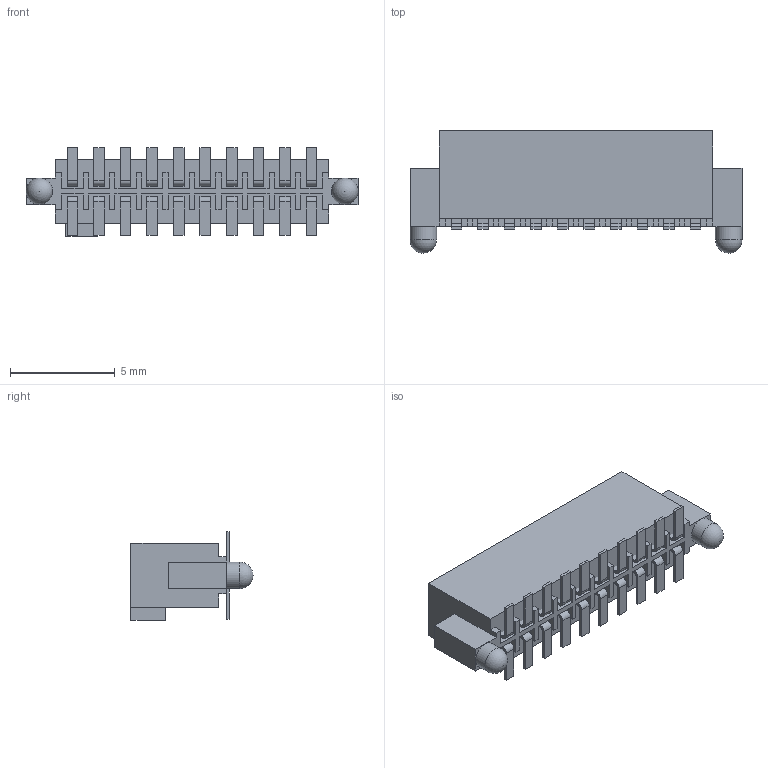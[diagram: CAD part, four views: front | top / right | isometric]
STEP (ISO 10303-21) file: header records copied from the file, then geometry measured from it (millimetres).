
FILE_DESCRIPTION(/* description */ ('STEP AP214'),/* implementation_level */ '2;1');
FILE_NAME(/* name */ 'SFC-110-T2-F-D-A',/* time_stamp */ '2022-08-17T01:55:55+02:00',/* author */ ('License CC BY-ND 4.0'),/* organization */ ('CADENAS'),/* preprocessor_version */ 'ST-DEVELOPER v18.102',/* originating_system */ 'PARTsolutions',/* authorisation */ ' ');
FILE_SCHEMA (('AUTOMOTIVE_DESIGN {1 0 10303 214 3 1 1}'));
Length unit declared in the file: inch
Products named in the file (3): SFC-110-T2-F-D-A; C-119-T2-10_pins; SFC-110-T2-D-A_terminal
Assembly tree (2 placements, depth 2):
  SFC-110-T2-F-D-A
    C-119-T2-10_pins
    SFC-110-T2-D-A_terminal
Bounding box: 15.88 x 5.84 x 4.25 mm (x, y, z)
Volume: 173.3 mm3; surface area: 503.9 mm2
Topology: 2 solids, 2 shells, 476 faces, 1214 edges, 780 vertices
Faces by surface type: plane 432, cylinder 42, sphere 2
Full cylindrical faces by diameter (mm): 1.27 x2
Entity records: 14064 total; most frequent: CARTESIAN_POINT 2461, ORIENTED_EDGE 2412, DIRECTION 2252, EDGE_CURVE 1206, LINE 1118, VECTOR 1118, VERTEX_POINT 776, AXIS2_PLACEMENT_3D 567
